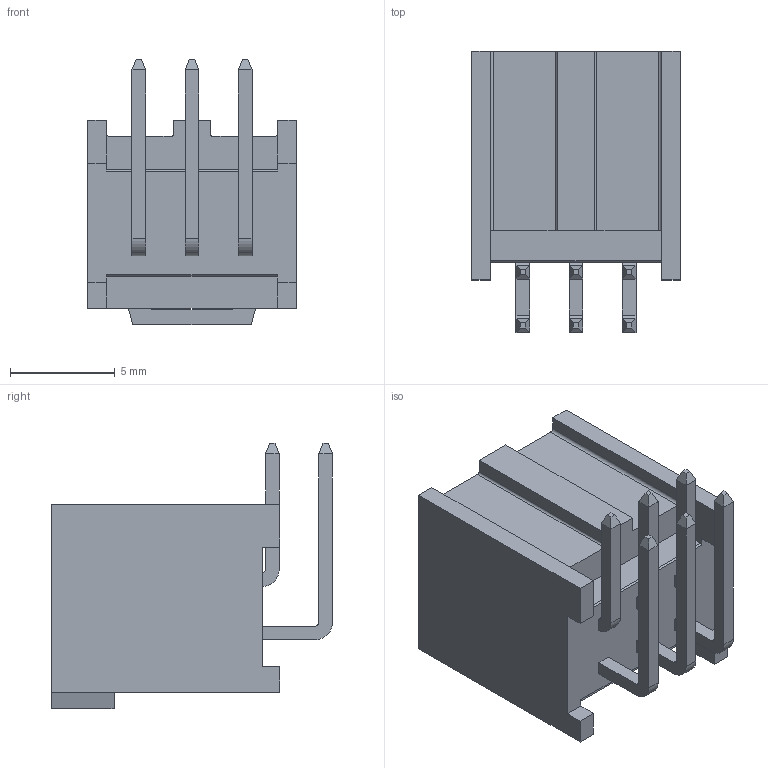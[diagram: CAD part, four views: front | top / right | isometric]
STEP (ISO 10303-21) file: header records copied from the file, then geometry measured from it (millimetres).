
FILE_DESCRIPTION( ( 'STEP AP214' ), '1' );
FILE_NAME( 'psolqas1305106604.stp', '2019-07-16T11:05:10', ( '' ), ( '' ), ' ', 'PARTsolutions', ' ' );
FILE_SCHEMA( ( 'AUTOMOTIVE_DESIGN { 1 0 10303 214 1 1 1 1 }' ) );
Length unit declared in the file: metre
Products named in the file (1): 1
Bounding box: 9.96 x 13.4 x 12.65 mm (x, y, z)
Volume: 447.7 mm3; surface area: 1053 mm2
Topology: 1 solids, 1 shells, 183 faces, 458 edges, 288 vertices
Faces by surface type: plane 167, cylinder 16
Entity records: 5327 total; most frequent: CARTESIAN_POINT 930, ORIENTED_EDGE 916, DIRECTION 858, EDGE_CURVE 458, LINE 426, VECTOR 426, VERTEX_POINT 288, AXIS2_PLACEMENT_3D 216
